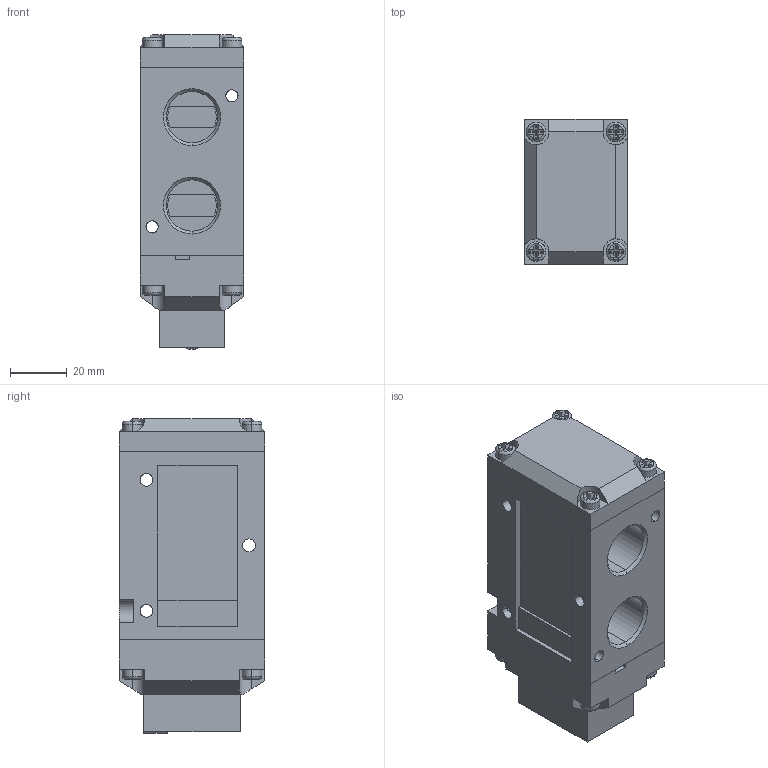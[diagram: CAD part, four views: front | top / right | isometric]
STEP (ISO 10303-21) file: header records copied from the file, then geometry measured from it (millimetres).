
FILE_DESCRIPTION (( 'STEP AP203' ), '1' );
FILE_NAME ('SFP6701.STEP', '2016-07-15T03:30:34', ( 'yrd8' ), ( 'Hewlett-Packard Company' ), 'SwSTEP 2.0', 'SolidWorks 2008', '' );
FILE_SCHEMA (( 'CONFIG_CONTROL_DESIGN' ));
Length unit declared in the file: millimetre
Products named in the file (5): SFP6701; SFP6600 Body_ル遽; SFP6000 Semi Pilot_ル遽; SFP6000 Pilot_ル遽; SFP6000 Body Cover_ル遽
Assembly tree (4 placements, depth 2):
  SFP6701
    SFP6000 Body Cover_ル遽
    SFP6000 Semi Pilot_ル遽
    SFP6600 Body_ル遽
    SFP6000 Pilot_ル遽
Bounding box: 36.5 x 51 x 110.5 mm (x, y, z)
Volume: 159558.4 mm3; surface area: 37994 mm2
Topology: 4 solids, 4 shells, 350 faces, 929 edges, 606 vertices
Faces by surface type: plane 257, cylinder 68, torus 17, cone 8
Entity records: 11659 total; most frequent: CARTESIAN_POINT 2542, ORIENTED_EDGE 1854, DIRECTION 1686, EDGE_CURVE 927, VERTEX_POINT 606, LINE 602, VECTOR 602, AXIS2_PLACEMENT_3D 542
